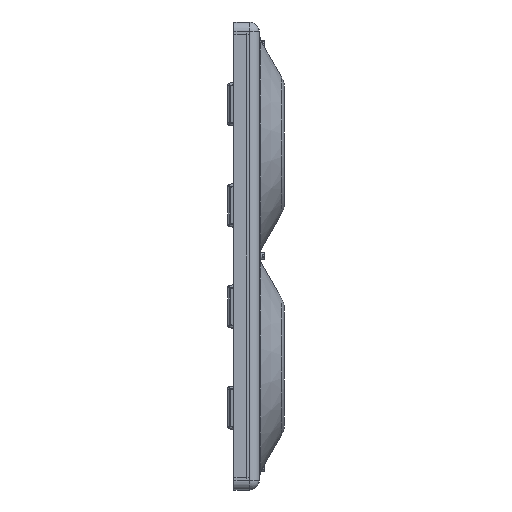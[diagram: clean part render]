
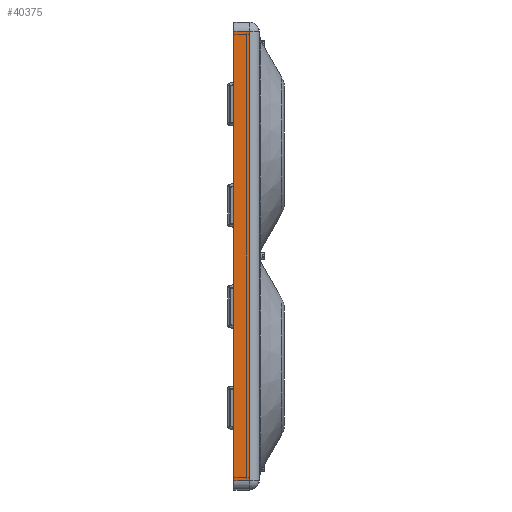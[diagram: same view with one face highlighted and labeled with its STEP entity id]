
A CAD part, left-side view. The second image highlights one B-rep face of the part: STEP entity #40375.
In plain terms, the highlighted planar face has unit normal (-1, 0, 0).
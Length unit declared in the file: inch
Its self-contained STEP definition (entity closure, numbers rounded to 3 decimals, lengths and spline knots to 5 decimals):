
#1 = EDGE_CURVE ( 'NONE', #34154, #24911, #22403, .T. ) ;
#369 = VECTOR ( 'NONE', #36636, 39.37008 ) ;
#421 = EDGE_CURVE ( 'NONE', #4073, #24911, #6707, .T. ) ;
#499 = DIRECTION ( 'NONE',  ( 0., 0., 1. ) ) ;
#2130 = CARTESIAN_POINT ( 'NONE',  ( -17.25, 0.375, 8.875 ) ) ;
#4040 = DIRECTION ( 'NONE',  ( 0., 0., 1. ) ) ;
#4050 = CARTESIAN_POINT ( 'NONE',  ( -17.25, 0.375, -9.25 ) ) ;
#4073 = VERTEX_POINT ( 'NONE', #2130 ) ;
#4552 = VECTOR ( 'NONE', #499, 39.37008 ) ;
#6077 = ORIENTED_EDGE ( 'NONE', *, *, #421, .T. ) ;
#6707 = LINE ( 'NONE', #10724, #7823 ) ;
#7823 = VECTOR ( 'NONE', #19218, 39.37008 ) ;
#9734 = VERTEX_POINT ( 'NONE', #36696 ) ;
#9855 = LINE ( 'NONE', #33097, #369 ) ;
#10507 = EDGE_CURVE ( 'NONE', #34154, #9734, #9855, .T. ) ;
#10724 = CARTESIAN_POINT ( 'NONE',  ( -17.25, -39.14716, 8.875 ) ) ;
#12884 = VECTOR ( 'NONE', #4040, 39.37008 ) ;
#13256 = EDGE_CURVE ( 'NONE', #9734, #4073, #25787, .T. ) ;
#15241 = DIRECTION ( 'NONE',  ( 0., 0., 1. ) ) ;
#19218 = DIRECTION ( 'NONE',  ( 0., 1., 0. ) ) ;
#20888 = CARTESIAN_POINT ( 'NONE',  ( -17.25, 1., 8.875 ) ) ;
#22275 = PLANE ( 'NONE',  #43849 ) ;
#22403 = LINE ( 'NONE', #39631, #12884 ) ;
#23157 = ORIENTED_EDGE ( 'NONE', *, *, #1, .F. ) ;
#23323 = ORIENTED_EDGE ( 'NONE', *, *, #10507, .T. ) ;
#24911 = VERTEX_POINT ( 'NONE', #20888 ) ;
#25204 = CARTESIAN_POINT ( 'NONE',  ( -17.25, 1., -8.875 ) ) ;
#25787 = LINE ( 'NONE', #4050, #4552 ) ;
#25898 = EDGE_LOOP ( 'NONE', ( #23157, #23323, #43858, #6077 ) ) ;
#29397 = CARTESIAN_POINT ( 'NONE',  ( -17.25, -39.14716, -9.25 ) ) ;
#29740 = FACE_OUTER_BOUND ( 'NONE', #25898, .T. ) ;
#33097 = CARTESIAN_POINT ( 'NONE',  ( -17.25, -39.14716, -8.875 ) ) ;
#34154 = VERTEX_POINT ( 'NONE', #25204 ) ;
#36543 = DIRECTION ( 'NONE',  ( -1., 0., 0. ) ) ;
#36636 = DIRECTION ( 'NONE',  ( 0., -1., 0. ) ) ;
#36696 = CARTESIAN_POINT ( 'NONE',  ( -17.25, 0.375, -8.875 ) ) ;
#39631 = CARTESIAN_POINT ( 'NONE',  ( -17.25, 1., -9.25 ) ) ;
#40375 = ADVANCED_FACE ( 'NONE', ( #29740 ), #22275, .T. ) ;
#43849 = AXIS2_PLACEMENT_3D ( 'NONE', #29397, #36543, #15241 ) ;
#43858 = ORIENTED_EDGE ( 'NONE', *, *, #13256, .T. ) ;
